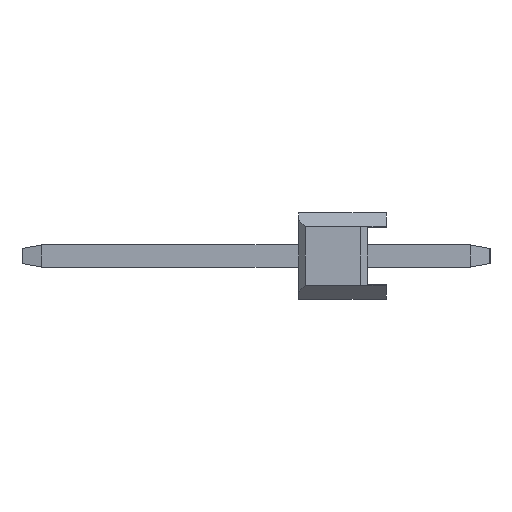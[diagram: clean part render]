
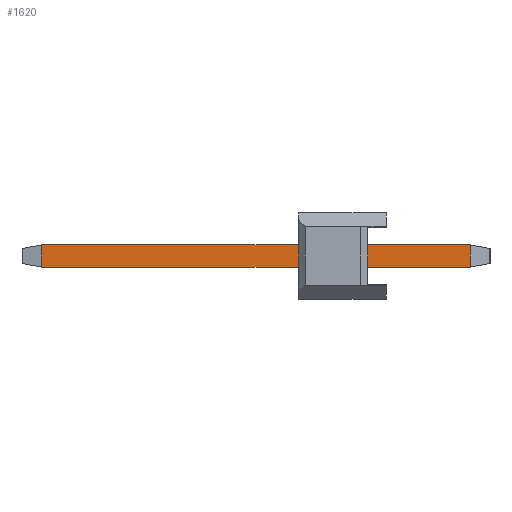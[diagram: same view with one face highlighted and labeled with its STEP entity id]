
A CAD part, left-side view. The second image highlights one B-rep face of the part: STEP entity #1620.
In plain terms, the highlighted planar face has unit normal (-1, 0, 0).
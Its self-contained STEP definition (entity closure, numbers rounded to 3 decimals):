
#1366 = ORIENTED_EDGE ( 'NONE', *, *, #10267, .T. ) ;
#1526 = DIRECTION ( 'NONE',  ( 1., 0., 0. ) ) ;
#1563 = DIRECTION ( 'NONE',  ( 0., -1., 0. ) ) ;
#1620 = ADVANCED_FACE ( 'NONE', ( #2749 ), #7717, .F. ) ;
#2749 = FACE_OUTER_BOUND ( 'NONE', #5328, .T. ) ;
#2750 = VECTOR ( 'NONE', #3958, 1000. ) ;
#2967 = EDGE_CURVE ( 'NONE', #5937, #5413, #10701, .T. ) ;
#3958 = DIRECTION ( 'NONE',  ( 0., 0., -1. ) ) ;
#3998 = ORIENTED_EDGE ( 'NONE', *, *, #7987, .T. ) ;
#4137 = VERTEX_POINT ( 'NONE', #5429 ) ;
#4456 = DIRECTION ( 'NONE',  ( 0., -1., 0. ) ) ;
#4522 = CARTESIAN_POINT ( 'NONE',  ( -0.32, -2.433, 0.32 ) ) ;
#5160 = VECTOR ( 'NONE', #9523, 1000. ) ;
#5328 = EDGE_LOOP ( 'NONE', ( #6573, #3998, #15750, #1366 ) ) ;
#5372 = CARTESIAN_POINT ( 'NONE',  ( -0.32, 9.973, -0.32 ) ) ;
#5413 = VERTEX_POINT ( 'NONE', #13567 ) ;
#5429 = CARTESIAN_POINT ( 'NONE',  ( -0.32, -2.433, 0.32 ) ) ;
#5937 = VERTEX_POINT ( 'NONE', #5372 ) ;
#6271 = AXIS2_PLACEMENT_3D ( 'NONE', #12753, #1526, #6495 ) ;
#6495 = DIRECTION ( 'NONE',  ( 0., 0., -1. ) ) ;
#6573 = ORIENTED_EDGE ( 'NONE', *, *, #2967, .T. ) ;
#7717 = PLANE ( 'NONE',  #6271 ) ;
#7758 = LINE ( 'NONE', #12791, #11907 ) ;
#7987 = EDGE_CURVE ( 'NONE', #5413, #4137, #15745, .T. ) ;
#8409 = VERTEX_POINT ( 'NONE', #15723 ) ;
#9523 = DIRECTION ( 'NONE',  ( 0., 0., 1. ) ) ;
#10193 = LINE ( 'NONE', #15198, #2750 ) ;
#10267 = EDGE_CURVE ( 'NONE', #8409, #5937, #10193, .T. ) ;
#10701 = LINE ( 'NONE', #15684, #12483 ) ;
#11907 = VECTOR ( 'NONE', #1563, 1000. ) ;
#12483 = VECTOR ( 'NONE', #4456, 1000. ) ;
#12753 = CARTESIAN_POINT ( 'NONE',  ( -0.32, 10.54, 0.32 ) ) ;
#12791 = CARTESIAN_POINT ( 'NONE',  ( -0.32, 10.54, 0.32 ) ) ;
#13467 = EDGE_CURVE ( 'NONE', #8409, #4137, #7758, .T. ) ;
#13567 = CARTESIAN_POINT ( 'NONE',  ( -0.32, -2.433, -0.32 ) ) ;
#15198 = CARTESIAN_POINT ( 'NONE',  ( -0.32, 9.973, -0.32 ) ) ;
#15684 = CARTESIAN_POINT ( 'NONE',  ( -0.32, 10.54, -0.32 ) ) ;
#15723 = CARTESIAN_POINT ( 'NONE',  ( -0.32, 9.973, 0.32 ) ) ;
#15745 = LINE ( 'NONE', #4522, #5160 ) ;
#15750 = ORIENTED_EDGE ( 'NONE', *, *, #13467, .F. ) ;
